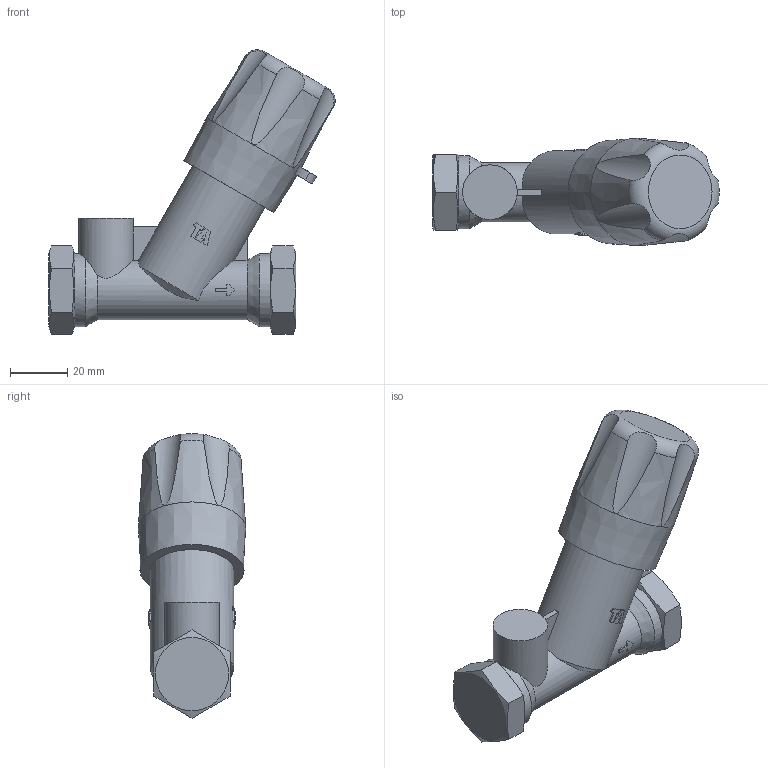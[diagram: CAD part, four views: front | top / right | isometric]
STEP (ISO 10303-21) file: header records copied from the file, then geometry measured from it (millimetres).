
FILE_DESCRIPTION( ( 'Unknown' ), '1' );
FILE_NAME( '52720115.stp', 'Unknown', ( 'Unknown' ), ( 'Unknown' ), 'XStep 1.0', 'Unknown', ' ' );
FILE_SCHEMA( ( 'CONFIG_CONTROL_DESIGN' ) );
Length unit declared in the file: millimetre
Products named in the file (1): 1
Bounding box: 99.69 x 37.37 x 99 mm (x, y, z)
Volume: 109470.3 mm3; surface area: 17860.8 mm2
Topology: 1 solids, 1 shells, 118 faces, 310 edges, 201 vertices
Faces by surface type: plane 81, cylinder 21, cone 15, torus 1
Full cylindrical faces by diameter (mm): 3.5 x1, 19 x1, 20.7 x1, 25.5 x2, 29 x1
Entity records: 4479 total; most frequent: CARTESIAN_POINT 1608, DIRECTION 596, ORIENTED_EDGE 580, EDGE_CURVE 290, AXIS2_PLACEMENT_3D 240, VERTEX_POINT 194, EDGE_LOOP 140, FACE_OUTER_BOUND 125
